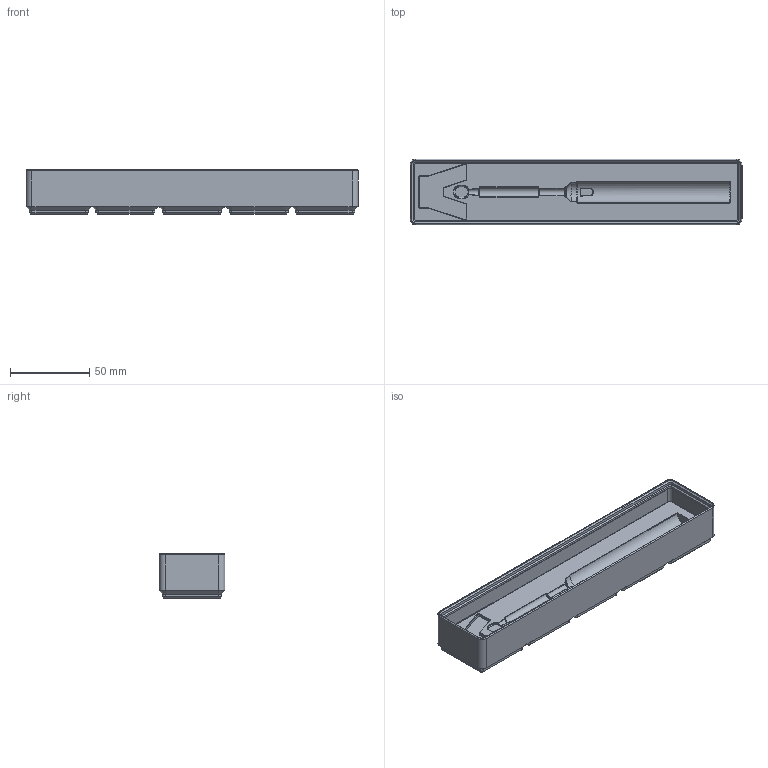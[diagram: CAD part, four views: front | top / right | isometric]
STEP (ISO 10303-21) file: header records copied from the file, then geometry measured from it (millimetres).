
FILE_DESCRIPTION(('FreeCAD Model'),'2;1');
FILE_NAME('Open CASCADE Shape Model','2023-05-07T14:29:36',(''),(''), 'Open CASCADE STEP processor 7.6','FreeCAD','Unknown');
FILE_SCHEMA(('AUTOMOTIVE_DESIGN { 1 0 10303 214 1 1 1 1 }'));
Length unit declared in the file: millimetre
Products named in the file (1): holder
Bounding box: 209.5 x 41.5 x 28 mm (x, y, z)
Volume: 95831.4 mm3; surface area: 41572.7 mm2
Topology: 1 solids, 1 shells, 438 faces, 945 edges, 544 vertices
Faces by surface type: plane 192, cylinder 96, cone 91, bspline 47, torus 12
Full cylindrical faces by diameter (mm): 3 x20, 6.5 x20
Entity records: 30138 total; most frequent: CARTESIAN_POINT 11335, DIRECTION 3079, ORIENTED_EDGE 1874, PCURVE 1874, DEFINITIONAL_REPRESENTATION 1874, LINE 1578, VECTOR 1578, EDGE_CURVE 937
